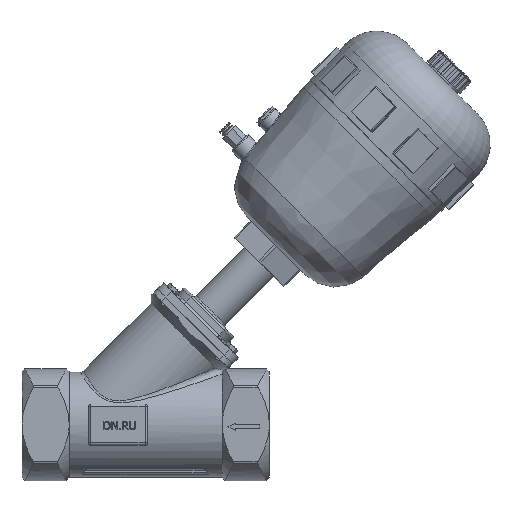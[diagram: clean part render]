
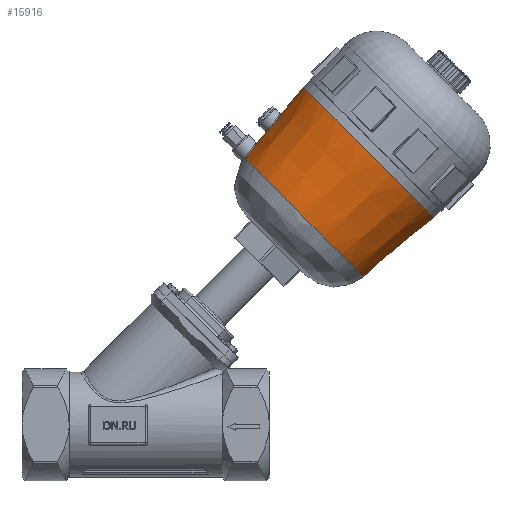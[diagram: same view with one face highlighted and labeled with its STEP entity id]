
A CAD part, top view. The second image highlights one B-rep face of the part: STEP entity #15916.
In plain terms, the highlighted conical face has half-angle 5 degrees and reference radius 73.412 mm.
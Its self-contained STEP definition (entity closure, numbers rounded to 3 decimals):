
#99=CONICAL_SURFACE('',#17355,73.412,0.087);
#1130=LINE('',#61289,#1710);
#1710=VECTOR('',#20440,73.412);
#2799=B_SPLINE_CURVE_WITH_KNOTS('',3,(#61276,#61277,#61278,#61279,#61280,
#61281,#61282,#61283,#61284,#61285),.UNSPECIFIED.,.F.,.F.,(4,1,1,1,1,1,
1,4),(-4.859,-4.165,-3.471,-2.776,
-2.082,-1.388,-0.694,0.),
 .UNSPECIFIED.);
#2800=B_SPLINE_CURVE_WITH_KNOTS('',3,(#61295,#61296,#61297,#61298,#61299,
#61300,#61301,#61302,#61303,#61304,#61305,#61306,#61307,#61308,#61309,#61310,
#61311),.UNSPECIFIED.,.T.,.F.,(4,1,1,1,1,1,1,1,1,1,1,1,1,1,4),(-6.046,
-5.614,-5.183,-4.895,-4.319,
-4.031,-3.455,-2.879,-2.591,
-2.015,-1.728,-1.296,-0.864,
-0.432,0.),.UNSPECIFIED.);
#2923=FACE_BOUND('',#4756,.T.);
#3794=FACE_OUTER_BOUND('',#4755,.T.);
#4755=EDGE_LOOP('',(#13602,#13603,#13604,#13605,#13606,#13607,#13608));
#4756=EDGE_LOOP('',(#13609));
#5521=CIRCLE('',#17356,71.492);
#5522=CIRCLE('',#17357,78.287);
#5523=CIRCLE('',#17358,78.287);
#5524=CIRCLE('',#17359,71.492);
#6944=VERTEX_POINT('',#61274);
#6945=VERTEX_POINT('',#61275);
#6946=VERTEX_POINT('',#61286);
#6947=VERTEX_POINT('',#61288);
#6948=VERTEX_POINT('',#61290);
#6949=VERTEX_POINT('',#61294);
#9197=EDGE_CURVE('',#6944,#6945,#2799,.T.);
#9198=EDGE_CURVE('',#6946,#6944,#5521,.T.);
#9199=EDGE_CURVE('',#6946,#6947,#1130,.T.);
#9200=EDGE_CURVE('',#6947,#6948,#5522,.T.);
#9201=EDGE_CURVE('',#6948,#6947,#5523,.T.);
#9202=EDGE_CURVE('',#6945,#6946,#5524,.T.);
#9203=EDGE_CURVE('',#6949,#6949,#2800,.T.);
#13602=ORIENTED_EDGE('',*,*,#9197,.F.);
#13603=ORIENTED_EDGE('',*,*,#9198,.F.);
#13604=ORIENTED_EDGE('',*,*,#9199,.T.);
#13605=ORIENTED_EDGE('',*,*,#9200,.T.);
#13606=ORIENTED_EDGE('',*,*,#9201,.T.);
#13607=ORIENTED_EDGE('',*,*,#9199,.F.);
#13608=ORIENTED_EDGE('',*,*,#9202,.F.);
#13609=ORIENTED_EDGE('',*,*,#9203,.F.);
#15916=ADVANCED_FACE('',(#3794,#2923),#99,.T.);
#17355=AXIS2_PLACEMENT_3D('',#61273,#20436,#20437);
#17356=AXIS2_PLACEMENT_3D('',#61287,#20438,#20439);
#17357=AXIS2_PLACEMENT_3D('',#61291,#20441,#20442);
#17358=AXIS2_PLACEMENT_3D('',#61292,#20443,#20444);
#17359=AXIS2_PLACEMENT_3D('',#61293,#20445,#20446);
#20436=DIRECTION('center_axis',(-1.,0.,0.));
#20437=DIRECTION('ref_axis',(0.,0.,1.));
#20438=DIRECTION('center_axis',(1.,0.,0.));
#20439=DIRECTION('ref_axis',(0.,0.,1.));
#20440=DIRECTION('',(-0.996,0.,-0.087));
#20441=DIRECTION('center_axis',(1.,0.,0.));
#20442=DIRECTION('ref_axis',(0.,0.,1.));
#20443=DIRECTION('center_axis',(1.,0.,0.));
#20444=DIRECTION('ref_axis',(0.,0.,1.));
#20445=DIRECTION('center_axis',(1.,0.,0.));
#20446=DIRECTION('ref_axis',(0.,0.,1.));
#61273=CARTESIAN_POINT('Origin',(144.378,0.,0.));
#61274=CARTESIAN_POINT('',(166.325,70.951,-8.782));
#61275=CARTESIAN_POINT('',(166.325,70.951,8.782));
#61276=CARTESIAN_POINT('Ctrl Pts',(166.325,70.951,-8.782));
#61277=CARTESIAN_POINT('Ctrl Pts',(164.452,70.95,-10.122));
#61278=CARTESIAN_POINT('Ctrl Pts',(159.819,71.117,-11.585));
#61279=CARTESIAN_POINT('Ctrl Pts',(152.962,72.091,-9.368));
#61280=CARTESIAN_POINT('Ctrl Pts',(148.697,73.055,-3.608));
#61281=CARTESIAN_POINT('Ctrl Pts',(148.69,73.059,3.611));
#61282=CARTESIAN_POINT('Ctrl Pts',(152.962,72.092,9.366));
#61283=CARTESIAN_POINT('Ctrl Pts',(159.817,71.118,11.584));
#61284=CARTESIAN_POINT('Ctrl Pts',(164.452,70.95,10.122));
#61285=CARTESIAN_POINT('Ctrl Pts',(166.325,70.951,8.782));
#61286=CARTESIAN_POINT('',(166.325,0.,-71.492));
#61287=CARTESIAN_POINT('Origin',(166.325,0.,
0.));
#61288=CARTESIAN_POINT('',(88.657,0.,-78.287));
#61289=CARTESIAN_POINT('',(144.378,0.,-73.412));
#61290=CARTESIAN_POINT('',(88.657,0.,78.287));
#61291=CARTESIAN_POINT('Origin',(88.657,0.,0.));
#61292=CARTESIAN_POINT('Origin',(88.657,0.,0.));
#61293=CARTESIAN_POINT('Origin',(166.325,0.,
0.));
#61294=CARTESIAN_POINT('',(129.45,73.939,10.761));
#61295=CARTESIAN_POINT('Ctrl Pts',(129.45,73.939,10.761));
#61296=CARTESIAN_POINT('Ctrl Pts',(131.083,73.826,10.548));
#61297=CARTESIAN_POINT('Ctrl Pts',(134.259,73.72,9.383));
#61298=CARTESIAN_POINT('Ctrl Pts',(137.376,73.796,6.165));
#61299=CARTESIAN_POINT('Ctrl Pts',(139.283,73.897,1.591));
#61300=CARTESIAN_POINT('Ctrl Pts',(139.002,73.878,-2.937));
#61301=CARTESIAN_POINT('Ctrl Pts',(136.278,73.754,-7.729));
#61302=CARTESIAN_POINT('Ctrl Pts',(131.557,73.725,-10.987));
#61303=CARTESIAN_POINT('Ctrl Pts',(125.819,74.223,-11.027));
#61304=CARTESIAN_POINT('Ctrl Pts',(120.828,74.987,-8.719));
#61305=CARTESIAN_POINT('Ctrl Pts',(117.936,75.593,-5.248));
#61306=CARTESIAN_POINT('Ctrl Pts',(116.751,75.867,-0.444));
#61307=CARTESIAN_POINT('Ctrl Pts',(117.366,75.721,3.972));
#61308=CARTESIAN_POINT('Ctrl Pts',(120.157,75.12,8.119));
#61309=CARTESIAN_POINT('Ctrl Pts',(124.464,74.399,10.664));
#61310=CARTESIAN_POINT('Ctrl Pts',(127.817,74.053,10.975));
#61311=CARTESIAN_POINT('Ctrl Pts',(129.45,73.939,10.761));
